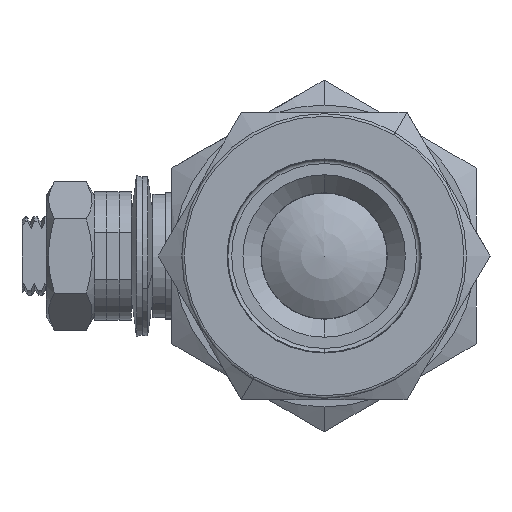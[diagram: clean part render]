
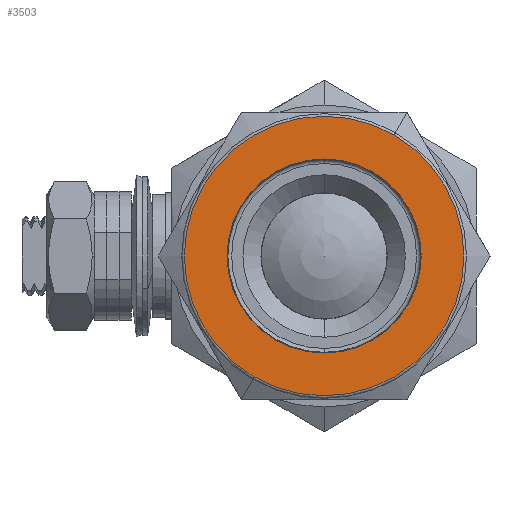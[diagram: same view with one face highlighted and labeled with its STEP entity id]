
A CAD part, left-side view. The second image highlights one B-rep face of the part: STEP entity #3503.
In plain terms, the highlighted planar face has unit normal (-1, 0, 0).
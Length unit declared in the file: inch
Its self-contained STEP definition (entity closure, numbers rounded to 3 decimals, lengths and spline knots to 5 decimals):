
#201 = AXIS2_PLACEMENT_3D ( 'NONE', #18354, #17962, #17952 ) ;
#466 = EDGE_CURVE ( 'NONE', #36513, #10285, #15851, .T. ) ;
#951 = EDGE_CURVE ( 'NONE', #7178, #25722, #44896, .T. ) ;
#3503 = ADVANCED_FACE ( 'NONE', ( #5692, #16240 ), #18002, .F. ) ;
#3763 = EDGE_CURVE ( 'NONE', #10285, #36513, #27674, .T. ) ;
#3766 = EDGE_CURVE ( 'NONE', #25722, #7178, #18092, .T. ) ;
#5692 = FACE_OUTER_BOUND ( 'NONE', #9209, .T. ) ;
#7178 = VERTEX_POINT ( 'NONE', #24367 ) ;
#7711 = ORIENTED_EDGE ( 'NONE', *, *, #3763, .T. ) ;
#9209 = EDGE_LOOP ( 'NONE', ( #7711, #27824 ) ) ;
#10205 = ORIENTED_EDGE ( 'NONE', *, *, #3766, .T. ) ;
#10285 = VERTEX_POINT ( 'NONE', #47011 ) ;
#12468 = AXIS2_PLACEMENT_3D ( 'NONE', #23368, #23358, #23313 ) ;
#14100 = DIRECTION ( 'NONE',  ( 0., -0.5, 0.866 ) ) ;
#14146 = DIRECTION ( 'NONE',  ( -1., 0., 0. ) ) ;
#14159 = CARTESIAN_POINT ( 'NONE',  ( -2.01568, 0., 0. ) ) ;
#14957 = AXIS2_PLACEMENT_3D ( 'NONE', #14159, #14146, #14100 ) ;
#15851 = CIRCLE ( 'NONE', #14957, 0.545 ) ;
#16240 = FACE_BOUND ( 'NONE', #32618, .T. ) ;
#17952 = DIRECTION ( 'NONE',  ( 0., -0.5, 0.866 ) ) ;
#17962 = DIRECTION ( 'NONE',  ( 1., 0., 0. ) ) ;
#18002 = PLANE ( 'NONE',  #201 ) ;
#18092 = CIRCLE ( 'NONE', #25156, 0.3785 ) ;
#18354 = CARTESIAN_POINT ( 'NONE',  ( -2.01568, 0.64663, 0. ) ) ;
#23088 = DIRECTION ( 'NONE',  ( 0., -0.5, 0.866 ) ) ;
#23141 = DIRECTION ( 'NONE',  ( 1., 0., 0. ) ) ;
#23201 = CARTESIAN_POINT ( 'NONE',  ( -2.01568, 0., 0. ) ) ;
#23313 = DIRECTION ( 'NONE',  ( 0., -0.5, 0.866 ) ) ;
#23358 = DIRECTION ( 'NONE',  ( -1., 0., 0. ) ) ;
#23368 = CARTESIAN_POINT ( 'NONE',  ( -2.01568, 0., 0. ) ) ;
#24367 = CARTESIAN_POINT ( 'NONE',  ( -2.01568, 0.18925, -0.32779 ) ) ;
#24755 = AXIS2_PLACEMENT_3D ( 'NONE', #40960, #40913, #40904 ) ;
#25156 = AXIS2_PLACEMENT_3D ( 'NONE', #23201, #23141, #23088 ) ;
#25722 = VERTEX_POINT ( 'NONE', #43356 ) ;
#27674 = CIRCLE ( 'NONE', #12468, 0.545 ) ;
#27824 = ORIENTED_EDGE ( 'NONE', *, *, #466, .T. ) ;
#29998 = CARTESIAN_POINT ( 'NONE',  ( -2.01568, 0.2725, -0.47198 ) ) ;
#32618 = EDGE_LOOP ( 'NONE', ( #48068, #10205 ) ) ;
#36513 = VERTEX_POINT ( 'NONE', #29998 ) ;
#40904 = DIRECTION ( 'NONE',  ( 0., -0.5, 0.866 ) ) ;
#40913 = DIRECTION ( 'NONE',  ( 1., 0., 0. ) ) ;
#40960 = CARTESIAN_POINT ( 'NONE',  ( -2.01568, 0., 0. ) ) ;
#43356 = CARTESIAN_POINT ( 'NONE',  ( -2.01568, -0.18925, 0.32779 ) ) ;
#44896 = CIRCLE ( 'NONE', #24755, 0.3785 ) ;
#47011 = CARTESIAN_POINT ( 'NONE',  ( -2.01568, -0.2725, 0.47198 ) ) ;
#48068 = ORIENTED_EDGE ( 'NONE', *, *, #951, .T. ) ;
